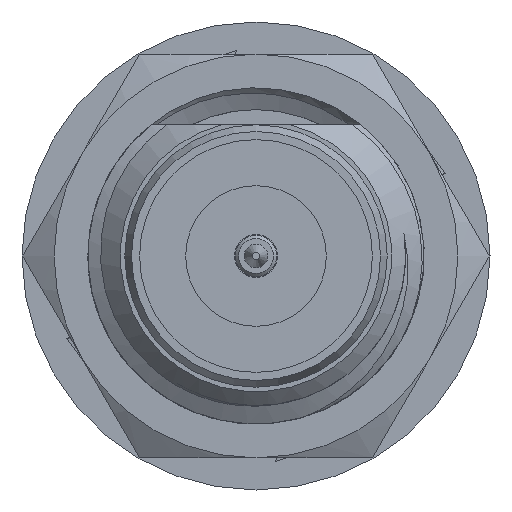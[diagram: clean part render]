
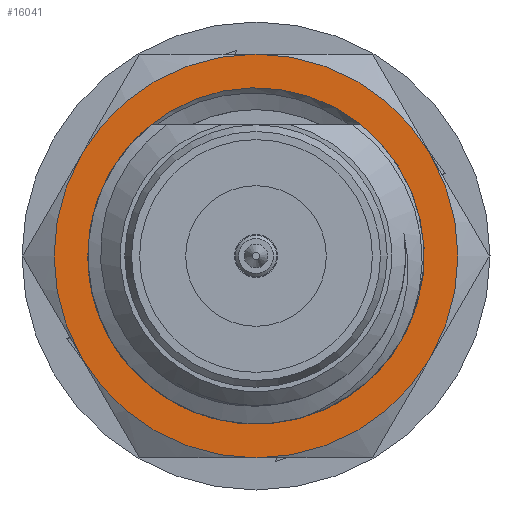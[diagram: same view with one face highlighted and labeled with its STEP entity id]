
A CAD part, left-side view. The second image highlights one B-rep face of the part: STEP entity #16041.
In plain terms, the highlighted planar face has unit normal (-1, 0, 0).
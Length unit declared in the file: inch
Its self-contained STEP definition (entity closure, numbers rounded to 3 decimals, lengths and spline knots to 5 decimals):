
#171 = DIRECTION ( 'NONE',  ( 0., 0., -1. ) ) ;
#684 = DIRECTION ( 'NONE',  ( 1., 0., 0. ) ) ;
#1177 = FACE_BOUND ( 'NONE', #2656, .T. ) ;
#1422 = CIRCLE ( 'NONE', #19471, 0.15625 ) ;
#1443 = CIRCLE ( 'NONE', #2760, 0.15625 ) ;
#1493 = CARTESIAN_POINT ( 'NONE',  ( 0.21439, 0., -0.1875 ) ) ;
#1715 = VERTEX_POINT ( 'NONE', #16645 ) ;
#2113 = DIRECTION ( 'NONE',  ( 0., 0., -1. ) ) ;
#2656 = EDGE_LOOP ( 'NONE', ( #22116, #10734 ) ) ;
#2760 = AXIS2_PLACEMENT_3D ( 'NONE', #13010, #21899, #18545 ) ;
#3182 = EDGE_CURVE ( 'NONE', #16530, #5357, #12918, .T. ) ;
#3921 = CARTESIAN_POINT ( 'NONE',  ( 0.21439, -0.16238, -0.09375 ) ) ;
#4425 = AXIS2_PLACEMENT_3D ( 'NONE', #20915, #11864, #20836 ) ;
#4634 = ORIENTED_EDGE ( 'NONE', *, *, #17035, .T. ) ;
#4706 = DIRECTION ( 'NONE',  ( 0., 0., -1. ) ) ;
#5138 = AXIS2_PLACEMENT_3D ( 'NONE', #11914, #20894, #22443 ) ;
#5308 = VERTEX_POINT ( 'NONE', #14655 ) ;
#5357 = VERTEX_POINT ( 'NONE', #3921 ) ;
#5499 = CARTESIAN_POINT ( 'NONE',  ( 0.21439, 0., 0. ) ) ;
#5522 = CARTESIAN_POINT ( 'NONE',  ( 0.21439, 0., 0. ) ) ;
#6121 = DIRECTION ( 'NONE',  ( 0., 0., -1. ) ) ;
#6414 = CARTESIAN_POINT ( 'NONE',  ( 0.21439, 0.11049, -0.11049 ) ) ;
#6430 = DIRECTION ( 'NONE',  ( 1., 0., 0. ) ) ;
#6433 = CIRCLE ( 'NONE', #4425, 0.1875 ) ;
#6614 = CARTESIAN_POINT ( 'NONE',  ( 0.21439, 0., 0. ) ) ;
#6617 = EDGE_CURVE ( 'NONE', #5308, #22918, #18603, .T. ) ;
#7856 = EDGE_LOOP ( 'NONE', ( #8775, #20490, #15934, #4634, #9786, #21308 ) ) ;
#8406 = DIRECTION ( 'NONE',  ( -1., 0., 0. ) ) ;
#8775 = ORIENTED_EDGE ( 'NONE', *, *, #22167, .F. ) ;
#9433 = CARTESIAN_POINT ( 'NONE',  ( 0.21439, 0., 0. ) ) ;
#9786 = ORIENTED_EDGE ( 'NONE', *, *, #11229, .T. ) ;
#10607 = CARTESIAN_POINT ( 'NONE',  ( 0.21439, 0.16238, -0.09375 ) ) ;
#10734 = ORIENTED_EDGE ( 'NONE', *, *, #15965, .T. ) ;
#11128 = AXIS2_PLACEMENT_3D ( 'NONE', #6614, #8406, #20870 ) ;
#11229 = EDGE_CURVE ( 'NONE', #14730, #5308, #14818, .T. ) ;
#11359 = CARTESIAN_POINT ( 'NONE',  ( 0.21439, 0., 0.1875 ) ) ;
#11864 = DIRECTION ( 'NONE',  ( -1., 0., 0. ) ) ;
#11873 = PLANE ( 'NONE',  #23036 ) ;
#11914 = CARTESIAN_POINT ( 'NONE',  ( 0.21439, 0., 0. ) ) ;
#12613 = VERTEX_POINT ( 'NONE', #6414 ) ;
#12843 = DIRECTION ( 'NONE',  ( 1., 0., 0. ) ) ;
#12918 = CIRCLE ( 'NONE', #17514, 0.1875 ) ;
#13010 = CARTESIAN_POINT ( 'NONE',  ( 0.21439, 0., 0. ) ) ;
#13127 = CARTESIAN_POINT ( 'NONE',  ( 0.21439, 0., 0. ) ) ;
#13697 = AXIS2_PLACEMENT_3D ( 'NONE', #9433, #14496, #16279 ) ;
#14148 = AXIS2_PLACEMENT_3D ( 'NONE', #5522, #12843, #171 ) ;
#14496 = DIRECTION ( 'NONE',  ( -1., 0., 0. ) ) ;
#14655 = CARTESIAN_POINT ( 'NONE',  ( 0.21439, 0.16238, 0.09375 ) ) ;
#14730 = VERTEX_POINT ( 'NONE', #11359 ) ;
#14818 = CIRCLE ( 'NONE', #13697, 0.1875 ) ;
#15270 = EDGE_CURVE ( 'NONE', #12613, #20649, #1443, .T. ) ;
#15934 = ORIENTED_EDGE ( 'NONE', *, *, #18095, .T. ) ;
#15965 = EDGE_CURVE ( 'NONE', #20649, #12613, #1422, .T. ) ;
#16041 = ADVANCED_FACE ( 'NONE', ( #17866, #1177 ), #11873, .F. ) ;
#16279 = DIRECTION ( 'NONE',  ( 0., 0., -1. ) ) ;
#16530 = VERTEX_POINT ( 'NONE', #1493 ) ;
#16622 = CARTESIAN_POINT ( 'NONE',  ( 0.21439, 0.15625, 0. ) ) ;
#16645 = CARTESIAN_POINT ( 'NONE',  ( 0.21439, -0.16238, 0.09375 ) ) ;
#16686 = CIRCLE ( 'NONE', #14148, 0.1875 ) ;
#17035 = EDGE_CURVE ( 'NONE', #1715, #14730, #20950, .T. ) ;
#17514 = AXIS2_PLACEMENT_3D ( 'NONE', #5499, #18192, #2113 ) ;
#17866 = FACE_OUTER_BOUND ( 'NONE', #7856, .T. ) ;
#18095 = EDGE_CURVE ( 'NONE', #5357, #1715, #6433, .T. ) ;
#18192 = DIRECTION ( 'NONE',  ( -1., 0., 0. ) ) ;
#18545 = DIRECTION ( 'NONE',  ( 0., 0., -1. ) ) ;
#18603 = CIRCLE ( 'NONE', #11128, 0.1875 ) ;
#19471 = AXIS2_PLACEMENT_3D ( 'NONE', #13127, #684, #6121 ) ;
#20490 = ORIENTED_EDGE ( 'NONE', *, *, #3182, .T. ) ;
#20649 = VERTEX_POINT ( 'NONE', #16622 ) ;
#20836 = DIRECTION ( 'NONE',  ( 0., 0., -1. ) ) ;
#20870 = DIRECTION ( 'NONE',  ( 0., 0., -1. ) ) ;
#20894 = DIRECTION ( 'NONE',  ( -1., 0., 0. ) ) ;
#20915 = CARTESIAN_POINT ( 'NONE',  ( 0.21439, 0., 0. ) ) ;
#20950 = CIRCLE ( 'NONE', #5138, 0.1875 ) ;
#21308 = ORIENTED_EDGE ( 'NONE', *, *, #6617, .T. ) ;
#21899 = DIRECTION ( 'NONE',  ( 1., 0., 0. ) ) ;
#22116 = ORIENTED_EDGE ( 'NONE', *, *, #15270, .T. ) ;
#22167 = EDGE_CURVE ( 'NONE', #16530, #22918, #16686, .T. ) ;
#22443 = DIRECTION ( 'NONE',  ( 0., 0., -1. ) ) ;
#22692 = CARTESIAN_POINT ( 'NONE',  ( 0.21439, 0.10825, 0.1875 ) ) ;
#22918 = VERTEX_POINT ( 'NONE', #10607 ) ;
#23036 = AXIS2_PLACEMENT_3D ( 'NONE', #22692, #6430, #4706 ) ;
